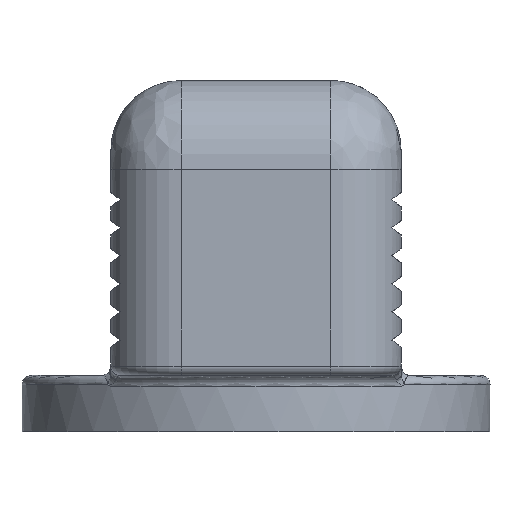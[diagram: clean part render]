
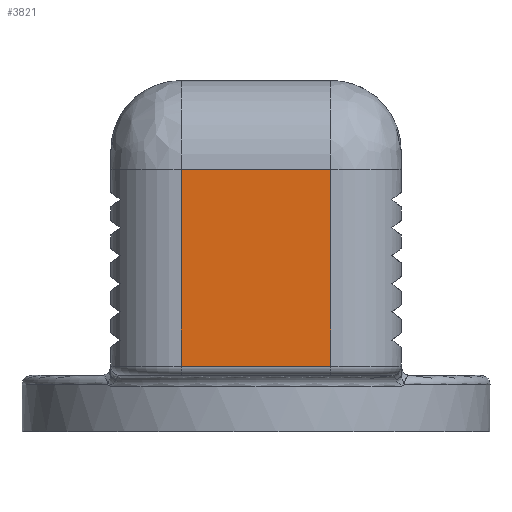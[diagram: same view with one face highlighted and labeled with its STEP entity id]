
A CAD part, front view. The second image highlights one B-rep face of the part: STEP entity #3821.
In plain terms, the highlighted planar face has unit normal (0, -1, 0).
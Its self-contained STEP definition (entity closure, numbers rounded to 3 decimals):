
#267=PLANE('',#4186);
#447=FACE_OUTER_BOUND('',#668,.T.);
#668=EDGE_LOOP('',(#3411,#3412,#3413,#3414));
#971=LINE('',#6941,#1229);
#1009=LINE('',#7044,#1267);
#1176=LINE('',#11011,#1434);
#1178=LINE('',#11824,#1436);
#1229=VECTOR('',#4412,10.);
#1267=VECTOR('',#4496,10.);
#1434=VECTOR('',#5105,10.);
#1436=VECTOR('',#5123,10.);
#1549=VERTEX_POINT('',#6938);
#1550=VERTEX_POINT('',#6940);
#1587=VERTEX_POINT('',#7041);
#1588=VERTEX_POINT('',#7043);
#1950=EDGE_CURVE('',#1549,#1550,#971,.T.);
#2000=EDGE_CURVE('',#1587,#1588,#1009,.T.);
#2342=EDGE_CURVE('',#1588,#1549,#1176,.T.);
#2353=EDGE_CURVE('',#1550,#1587,#1178,.T.);
#3411=ORIENTED_EDGE('',*,*,#2342,.F.);
#3412=ORIENTED_EDGE('',*,*,#2000,.F.);
#3413=ORIENTED_EDGE('',*,*,#2353,.F.);
#3414=ORIENTED_EDGE('',*,*,#1950,.F.);
#3821=ADVANCED_FACE('',(#447),#267,.T.);
#4186=AXIS2_PLACEMENT_3D('',#11823,#5121,#5122);
#4412=DIRECTION('',(0.,0.,1.));
#4496=DIRECTION('',(0.,0.,-1.));
#5105=DIRECTION('',(-1.,0.,0.));
#5121=DIRECTION('center_axis',(0.,-1.,0.));
#5122=DIRECTION('ref_axis',(0.,0.,-1.));
#5123=DIRECTION('',(1.,0.,0.));
#6938=CARTESIAN_POINT('',(-4.064,-16.002,3.548));
#6940=CARTESIAN_POINT('',(-4.064,-16.002,14.224));
#6941=CARTESIAN_POINT('',(-4.064,-16.002,15.05));
#7041=CARTESIAN_POINT('',(4.064,-16.002,14.224));
#7043=CARTESIAN_POINT('',(4.064,-16.002,3.548));
#7044=CARTESIAN_POINT('',(4.064,-16.002,7.048));
#11011=CARTESIAN_POINT('',(-3.937,-16.002,3.548));
#11823=CARTESIAN_POINT('Origin',(0.,-16.002,11.049));
#11824=CARTESIAN_POINT('',(0.,-16.002,14.224));
